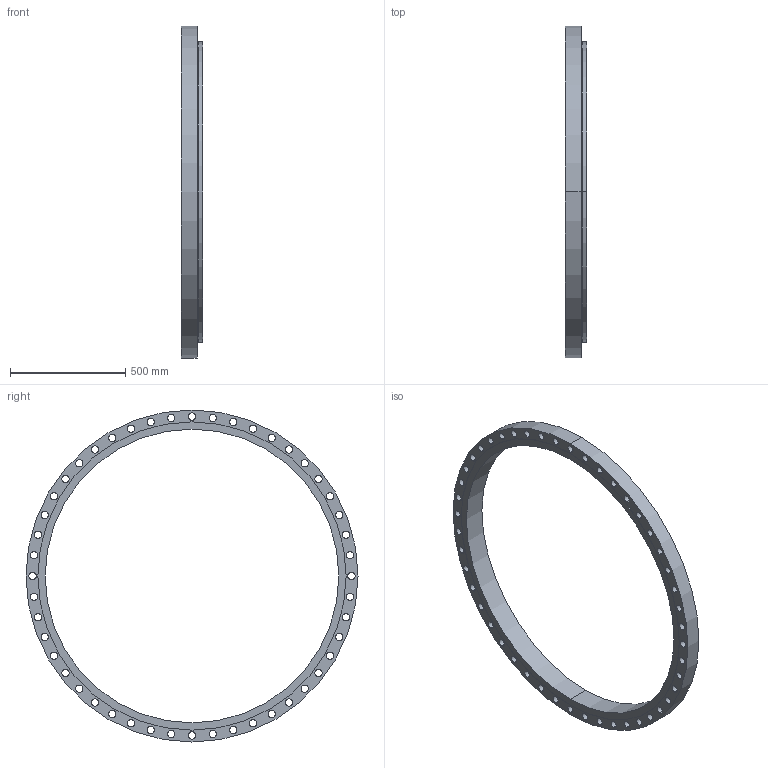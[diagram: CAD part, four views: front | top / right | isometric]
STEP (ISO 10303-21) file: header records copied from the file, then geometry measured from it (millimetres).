
FILE_DESCRIPTION (( 'STEP AP203' ), '1' );
FILE_NAME ('50_150_B1647B_RF_SOF.STEP', '2024-01-12T03:30:49', ( '' ), ( '' ), 'SwSTEP 2.0', 'SolidWorks 2023', '' );
FILE_SCHEMA (( 'CONFIG_CONTROL_DESIGN' ));
Length unit declared in the file: inch
Products named in the file (1): 50_150_B1647B_RF_SOF
Bounding box: 95.25 x 1443.04 x 1443.04 mm (x, y, z)
Volume: 23587770.8 mm3; surface area: 1754119.2 mm2
Topology: 1 solids, 1 shells, 110 faces, 316 edges, 210 vertices
Faces by surface type: cylinder 104, plane 4, torus 2
Entity records: 4011 total; most frequent: DIRECTION 750, CARTESIAN_POINT 637, ORIENTED_EDGE 632, AXIS2_PLACEMENT_3D 323, EDGE_CURVE 316, CIRCLE 212, EDGE_LOOP 210, VERTEX_POINT 210
